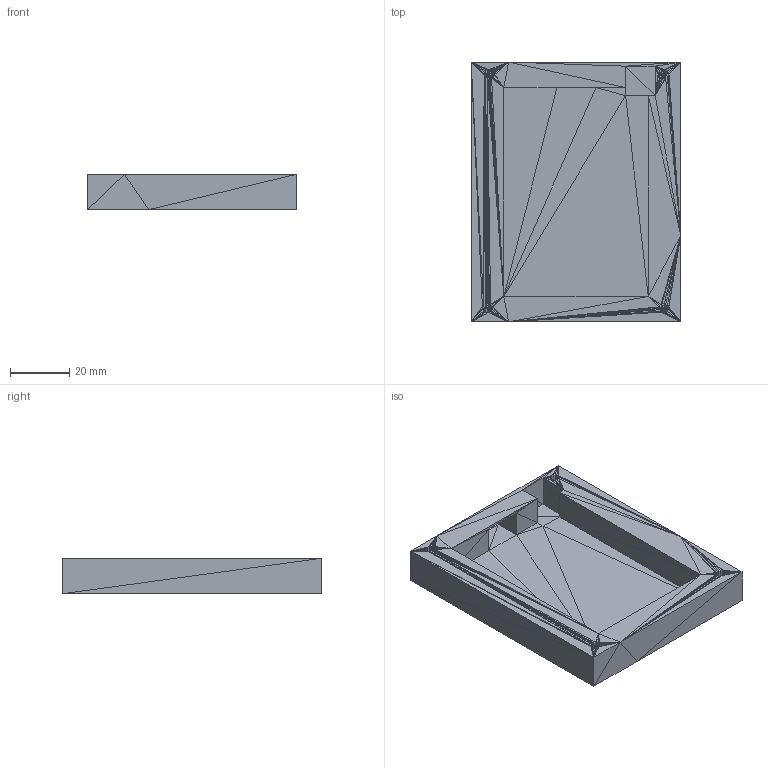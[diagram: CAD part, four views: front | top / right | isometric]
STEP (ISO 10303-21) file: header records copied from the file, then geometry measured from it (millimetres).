
FILE_DESCRIPTION((''),'2;1');
FILE_NAME('bottom_case', '2025-12-03T13:51:55', (''), (''), 'ImageToStl.com STEP Converter','', '');
FILE_SCHEMA(('AUTOMOTIVE_DESIGN_CC2'));
Length unit declared in the file: metre
Products named in the file (1): product0
Bounding box: 71 x 88 x 12 mm (x, y, z)
Surface area: 19504.6 mm2 (no closed solid volume)
Topology: 0 solids, 710 shells, 710 faces, 2130 edges, 355 vertices
Faces by surface type: plane 710
Entity records: 16358 total; most frequent: DIRECTION 3552, ORIENTED_EDGE 2130, EDGE_CURVE 2130, LINE 2130, VECTOR 2130, AXIS2_PLACEMENT_3D 711, FACE_SURFACE 710, PLANE 710
